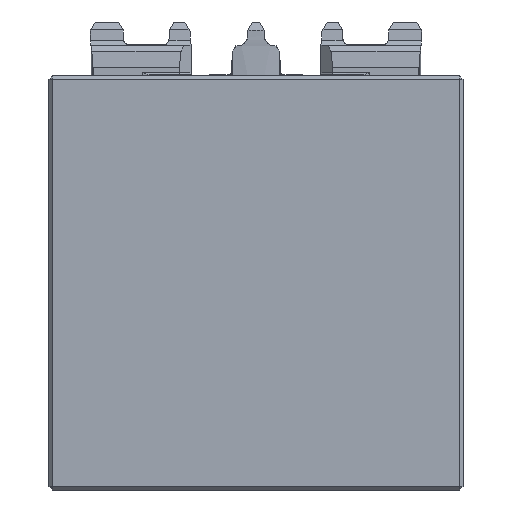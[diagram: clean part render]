
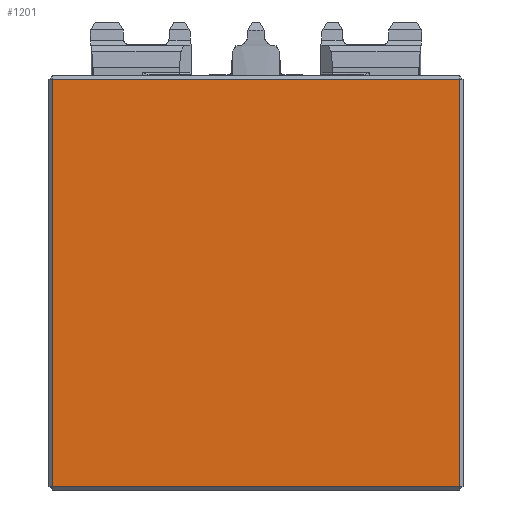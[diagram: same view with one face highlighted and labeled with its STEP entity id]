
A CAD part, front view. The second image highlights one B-rep face of the part: STEP entity #1201.
In plain terms, the highlighted planar face has unit normal (0, -1, 0).
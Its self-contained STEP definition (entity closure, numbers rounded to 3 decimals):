
#442=PLANE('',#9697);
#751=FACE_OUTER_BOUND('',#3967,.T.);
#1201=ADVANCED_FACE('',(#751),#442,.F.);
#2287=LINE('',#15646,#2820);
#2288=LINE('',#15649,#2821);
#2289=LINE('',#15651,#2822);
#2290=LINE('',#15653,#2823);
#2820=VECTOR('',#12086,1.);
#2821=VECTOR('',#12087,1.);
#2822=VECTOR('',#12088,1.);
#2823=VECTOR('',#12089,1.);
#3967=EDGE_LOOP('',(#6124,#6125,#6126,#6127));
#6124=ORIENTED_EDGE('',*,*,#8336,.T.);
#6125=ORIENTED_EDGE('',*,*,#8337,.T.);
#6126=ORIENTED_EDGE('',*,*,#8338,.T.);
#6127=ORIENTED_EDGE('',*,*,#8339,.T.);
#7216=VERTEX_POINT('',#15647);
#7217=VERTEX_POINT('',#15648);
#7218=VERTEX_POINT('',#15650);
#7219=VERTEX_POINT('',#15652);
#8336=EDGE_CURVE('',#7216,#7217,#2287,.T.);
#8337=EDGE_CURVE('',#7217,#7218,#2288,.T.);
#8338=EDGE_CURVE('',#7218,#7219,#2289,.T.);
#8339=EDGE_CURVE('',#7219,#7216,#2290,.T.);
#9697=AXIS2_PLACEMENT_3D('',#15654,#12090,#12091);
#12086=DIRECTION('',(-1.,0.,0.));
#12087=DIRECTION('',(0.,0.,-1.));
#12088=DIRECTION('',(1.,0.,0.));
#12089=DIRECTION('',(0.,0.,1.));
#12090=DIRECTION('',(0.,1.,0.));
#12091=DIRECTION('',(0.,0.,1.));
#15646=CARTESIAN_POINT('',(-200.,105.,34.2));
#15647=CARTESIAN_POINT('',(-150.8,105.,34.2));
#15648=CARTESIAN_POINT('',(-249.2,105.,34.2));
#15649=CARTESIAN_POINT('',(-249.2,105.,9.));
#15650=CARTESIAN_POINT('',(-249.2,105.,-64.2));
#15651=CARTESIAN_POINT('',(-200.,105.,-64.2));
#15652=CARTESIAN_POINT('',(-150.8,105.,-64.2));
#15653=CARTESIAN_POINT('',(-150.8,105.,9.));
#15654=CARTESIAN_POINT('',(-200.,105.,-10.));
